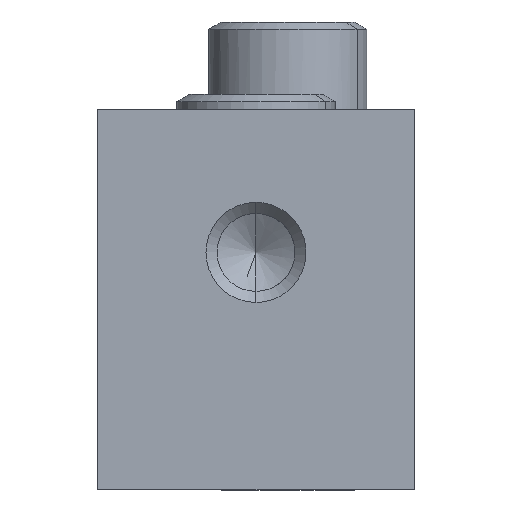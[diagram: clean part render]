
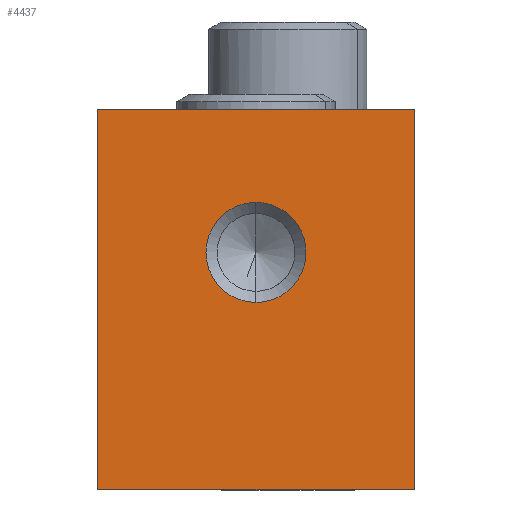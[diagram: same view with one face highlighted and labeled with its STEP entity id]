
A CAD part, left-side view. The second image highlights one B-rep face of the part: STEP entity #4437.
In plain terms, the highlighted planar face has unit normal (-1, 0, 0).
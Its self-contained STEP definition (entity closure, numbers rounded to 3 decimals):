
#3323=AXIS2_PLACEMENT_3D('Circle Axis2P3D',#3321,#3322,$) ;
#3349=AXIS2_PLACEMENT_3D('Circle Axis2P3D',#3347,#3348,$) ;
#3368=AXIS2_PLACEMENT_3D('Circle Axis2P3D',#3366,#3367,$) ;
#4419=AXIS2_PLACEMENT_3D('Plane Axis2P3D',#4416,#4417,#4418) ;
#2361=CARTESIAN_POINT('Vertex',(0.,0.,0.)) ;
#2405=CARTESIAN_POINT('Vertex',(0.,0.,24.)) ;
#2408=CARTESIAN_POINT('Line Origine',(0.,0.,12.)) ;
#3316=CARTESIAN_POINT('Vertex',(0.,10.,18.158)) ;
#3321=CARTESIAN_POINT('Axis2P3D Location',(0.,10.,15.)) ;
#3325=CARTESIAN_POINT('Vertex',(0.,10.,11.842)) ;
#3347=CARTESIAN_POINT('Axis2P3D Location',(0.,10.,15.)) ;
#3351=CARTESIAN_POINT('Vertex',(0.,9.112,18.031)) ;
#3366=CARTESIAN_POINT('Axis2P3D Location',(0.,10.,15.)) ;
#4260=CARTESIAN_POINT('Line Origine',(0.,10.,0.)) ;
#4264=CARTESIAN_POINT('Vertex',(0.,20.,0.)) ;
#4373=CARTESIAN_POINT('Vertex',(0.,20.,24.)) ;
#4376=CARTESIAN_POINT('Line Origine',(0.,10.,24.)) ;
#4416=CARTESIAN_POINT('Axis2P3D Location',(0.,10.,0.)) ;
#4421=CARTESIAN_POINT('Line Origine',(0.,20.,12.)) ;
#2409=DIRECTION('Vector Direction',(0.,0.,1.)) ;
#3322=DIRECTION('Axis2P3D Direction',(-1.,0.,0.)) ;
#3348=DIRECTION('Axis2P3D Direction',(-1.,0.,0.)) ;
#3367=DIRECTION('Axis2P3D Direction',(-1.,0.,0.)) ;
#4261=DIRECTION('Vector Direction',(0.,1.,0.)) ;
#4377=DIRECTION('Vector Direction',(0.,1.,0.)) ;
#4417=DIRECTION('Axis2P3D Direction',(-1.,0.,0.)) ;
#4418=DIRECTION('Axis2P3D XDirection',(0.,0.,1.)) ;
#4422=DIRECTION('Vector Direction',(0.,0.,1.)) ;
#2410=VECTOR('Line Direction',#2409,1.) ;
#4262=VECTOR('Line Direction',#4261,1.) ;
#4378=VECTOR('Line Direction',#4377,1.) ;
#4423=VECTOR('Line Direction',#4422,1.) ;
#4427=ORIENTED_EDGE('',*,*,#4425,.T.) ;
#4428=ORIENTED_EDGE('',*,*,#4266,.F.) ;
#4429=ORIENTED_EDGE('',*,*,#2412,.F.) ;
#4430=ORIENTED_EDGE('',*,*,#4380,.T.) ;
#4433=ORIENTED_EDGE('',*,*,#3327,.F.) ;
#4434=ORIENTED_EDGE('',*,*,#3353,.F.) ;
#4435=ORIENTED_EDGE('',*,*,#3370,.F.) ;
#4436=FACE_BOUND('',#4432,.T.) ;
#4437=ADVANCED_FACE('59710_GDKOE_EBB.2\\Gehaeuse_Potentialausgleich',(#4431,#4436),#4420,.T.) ;
#3324=CIRCLE('generated circle',#3323,3.159) ;
#3350=CIRCLE('generated circle',#3349,3.159) ;
#3369=CIRCLE('generated circle',#3368,3.159) ;
#2412=EDGE_CURVE('',#2406,#2362,#2411,.F.) ;
#3327=EDGE_CURVE('',#3317,#3326,#3324,.T.) ;
#3353=EDGE_CURVE('',#3352,#3317,#3350,.T.) ;
#3370=EDGE_CURVE('',#3326,#3352,#3369,.T.) ;
#4266=EDGE_CURVE('',#2362,#4265,#4263,.T.) ;
#4380=EDGE_CURVE('',#2406,#4374,#4379,.T.) ;
#4425=EDGE_CURVE('',#4374,#4265,#4424,.F.) ;
#4426=EDGE_LOOP('',(#4427,#4428,#4429,#4430)) ;
#4432=EDGE_LOOP('',(#4433,#4434,#4435)) ;
#4431=FACE_OUTER_BOUND('',#4426,.T.) ;
#2411=LINE('Line',#2408,#2410) ;
#4263=LINE('Line',#4260,#4262) ;
#4379=LINE('Line',#4376,#4378) ;
#4424=LINE('Line',#4421,#4423) ;
#4420=PLANE('',#4419) ;
#2362=VERTEX_POINT('',#2361) ;
#2406=VERTEX_POINT('',#2405) ;
#3317=VERTEX_POINT('',#3316) ;
#3326=VERTEX_POINT('',#3325) ;
#3352=VERTEX_POINT('',#3351) ;
#4265=VERTEX_POINT('',#4264) ;
#4374=VERTEX_POINT('',#4373) ;
